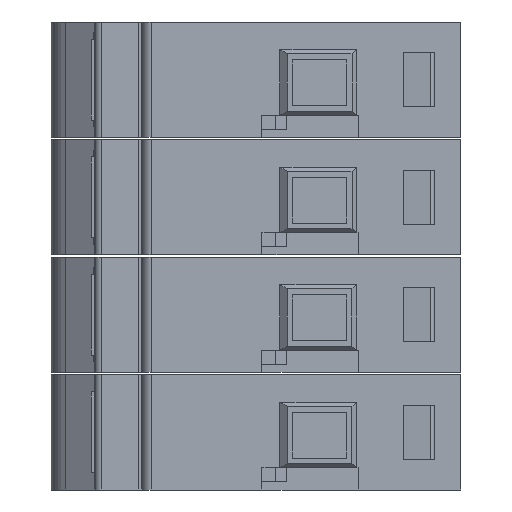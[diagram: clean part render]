
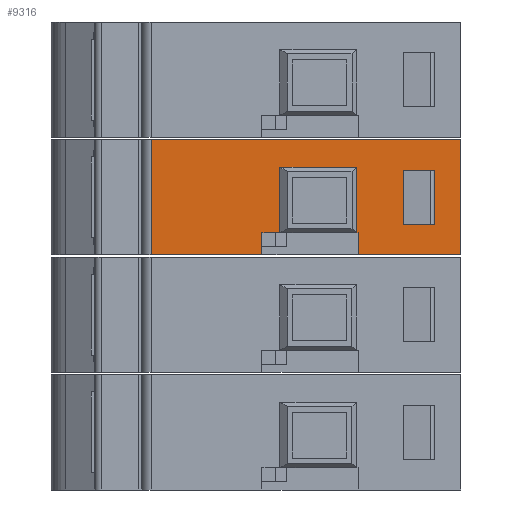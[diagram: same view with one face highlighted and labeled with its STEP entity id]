
A CAD part, left-side view. The second image highlights one B-rep face of the part: STEP entity #9316.
In plain terms, the highlighted planar face has unit normal (-1, 0, 0).
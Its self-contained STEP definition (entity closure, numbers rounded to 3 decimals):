
#6994=CARTESIAN_POINT('',(0.,33.2,0.2));
#6996=DIRECTION('',(0.,-1.,0.));
#6997=VECTOR('',#6996,16.4);
#6998=CARTESIAN_POINT('',(0.,33.2,0.2));
#6999=LINE('',#6998,#6997);
#7004=DIRECTION('',(0.,-1.,0.));
#7005=VECTOR('',#7004,15.25);
#7006=CARTESIAN_POINT('',(0.,2.4,0.2));
#7007=LINE('',#7006,#7005);
#7347=DIRECTION('',(0.,0.,-1.));
#7348=VECTOR('',#7347,3.3);
#7349=CARTESIAN_POINT('',(0.,16.8,3.5));
#7350=LINE('',#7349,#7348);
#7351=DIRECTION('',(0.,0.,-1.));
#7352=VECTOR('',#7351,17.15);
#7353=CARTESIAN_POINT('',(0.,-12.85,17.35));
#7354=LINE('',#7353,#7352);
#7355=DIRECTION('',(0.,0.,1.));
#7356=VECTOR('',#7355,8.094);
#7357=CARTESIAN_POINT('',(0.,-8.85,4.75));
#7358=LINE('',#7357,#7356);
#7359=DIRECTION('',(0.,0.,-1.));
#7360=VECTOR('',#7359,9.779);
#7361=CARTESIAN_POINT('',(0.,2.68,13.279));
#7362=LINE('',#7361,#7360);
#7375=DIRECTION('',(0.,-1.,0.));
#7376=VECTOR('',#7375,0.28);
#7377=CARTESIAN_POINT('',(0.,2.68,3.5));
#7378=LINE('',#7377,#7376);
#7391=DIRECTION('',(0.,-1.,0.));
#7392=VECTOR('',#7391,2.675);
#7393=CARTESIAN_POINT('',(0.,16.8,3.5));
#7394=LINE('',#7393,#7392);
#7399=DIRECTION('',(0.,0.,-1.));
#7400=VECTOR('',#7399,3.3);
#7401=CARTESIAN_POINT('',(0.,2.4,3.5));
#7402=LINE('',#7401,#7400);
#7455=DIRECTION('',(0.,0.,1.));
#7456=VECTOR('',#7455,9.779);
#7457=CARTESIAN_POINT('',(0.,14.125,3.5));
#7458=LINE('',#7457,#7456);
#7475=DIRECTION('',(0.,-1.,0.));
#7476=VECTOR('',#7475,11.445);
#7477=CARTESIAN_POINT('',(0.,14.125,13.279));
#7478=LINE('',#7477,#7476);
#7535=DIRECTION('',(0.,0.,-1.));
#7536=VECTOR('',#7535,17.15);
#7537=CARTESIAN_POINT('',(0.,33.2,17.35));
#7538=LINE('',#7537,#7536);
#7671=DIRECTION('',(0.,1.,0.));
#7672=VECTOR('',#7671,46.05);
#7673=CARTESIAN_POINT('',(0.,-12.85,17.35));
#7674=LINE('',#7673,#7672);
#8146=DIRECTION('',(0.,-1.,0.));
#8147=VECTOR('',#8146,1.351);
#8148=CARTESIAN_POINT('',(0.,-7.499,12.844));
#8149=LINE('',#8148,#8147);
#8187=DIRECTION('',(0.,-1.,0.));
#8188=VECTOR('',#8187,2.86);
#8189=CARTESIAN_POINT('',(0.,-4.64,5.576));
#8190=LINE('',#8189,#8188);
#8203=DIRECTION('',(0.,0.,1.));
#8204=VECTOR('',#8203,0.826);
#8205=CARTESIAN_POINT('',(0.,-4.64,4.75));
#8206=LINE('',#8205,#8204);
#8216=DIRECTION('',(0.,1.,0.));
#8217=VECTOR('',#8216,4.21);
#8218=CARTESIAN_POINT('',(0.,-8.85,4.75));
#8219=LINE('',#8218,#8217);
#8244=DIRECTION('',(0.,0.,1.));
#8245=VECTOR('',#8244,7.269);
#8246=CARTESIAN_POINT('',(0.,-7.499,5.576));
#8247=LINE('',#8246,#8245);
#8362=VERTEX_POINT('',#6994);
#8363=CARTESIAN_POINT('',(0.,16.8,0.2));
#8364=VERTEX_POINT('',#8363);
#8369=CARTESIAN_POINT('',(0.,2.4,0.2));
#8370=VERTEX_POINT('',#8369);
#8371=CARTESIAN_POINT('',(0.,-12.85,0.2));
#8372=VERTEX_POINT('',#8371);
#8533=CARTESIAN_POINT('',(0.,16.8,3.5));
#8534=VERTEX_POINT('',#8533);
#8535=CARTESIAN_POINT('',(0.,2.68,13.279));
#8536=CARTESIAN_POINT('',(0.,2.68,3.5));
#8537=VERTEX_POINT('',#8535);
#8538=VERTEX_POINT('',#8536);
#8539=CARTESIAN_POINT('',(0.,14.125,13.279));
#8540=VERTEX_POINT('',#8539);
#8541=CARTESIAN_POINT('',(0.,14.125,3.5));
#8542=VERTEX_POINT('',#8541);
#8543=CARTESIAN_POINT('',(0.,33.2,17.35));
#8544=VERTEX_POINT('',#8543);
#8545=CARTESIAN_POINT('',(0.,-12.85,17.35));
#8546=VERTEX_POINT('',#8545);
#8547=CARTESIAN_POINT('',(0.,2.4,3.5));
#8548=VERTEX_POINT('',#8547);
#8549=CARTESIAN_POINT('',(0.,-7.499,12.844));
#8550=CARTESIAN_POINT('',(0.,-8.85,12.844));
#8551=VERTEX_POINT('',#8549);
#8552=VERTEX_POINT('',#8550);
#8553=CARTESIAN_POINT('',(0.,-7.499,5.576));
#8554=VERTEX_POINT('',#8553);
#8555=CARTESIAN_POINT('',(0.,-4.64,5.576));
#8556=VERTEX_POINT('',#8555);
#8557=CARTESIAN_POINT('',(0.,-4.64,4.75));
#8558=VERTEX_POINT('',#8557);
#8559=CARTESIAN_POINT('',(0.,-8.85,4.75));
#8560=VERTEX_POINT('',#8559);
#9274=CARTESIAN_POINT('',(0.,-12.85,0.2));
#9275=DIRECTION('',(-1.,0.,0.));
#9276=DIRECTION('',(0.,1.,0.));
#9277=AXIS2_PLACEMENT_3D('',#9274,#9275,#9276);
#9278=PLANE('',#9277);
#9280=ORIENTED_EDGE('',*,*,#9279,.F.);
#9282=ORIENTED_EDGE('',*,*,#9281,.F.);
#9284=ORIENTED_EDGE('',*,*,#9283,.F.);
#9286=ORIENTED_EDGE('',*,*,#9285,.F.);
#9288=ORIENTED_EDGE('',*,*,#9287,.T.);
#9289=ORIENTED_EDGE('',*,*,#8802,.F.);
#9291=ORIENTED_EDGE('',*,*,#9290,.F.);
#9293=ORIENTED_EDGE('',*,*,#9292,.F.);
#9294=ORIENTED_EDGE('',*,*,#9259,.T.);
#9295=ORIENTED_EDGE('',*,*,#8810,.F.);
#9297=ORIENTED_EDGE('',*,*,#9296,.F.);
#9299=ORIENTED_EDGE('',*,*,#9298,.F.);
#9300=EDGE_LOOP('',(#9280,#9282,#9284,#9286,#9288,#9289,#9291,#9293,#9294,#9295,
#9297,#9299));
#9301=FACE_OUTER_BOUND('',#9300,.F.);
#9303=ORIENTED_EDGE('',*,*,#9302,.F.);
#9305=ORIENTED_EDGE('',*,*,#9304,.F.);
#9307=ORIENTED_EDGE('',*,*,#9306,.F.);
#9309=ORIENTED_EDGE('',*,*,#9308,.F.);
#9311=ORIENTED_EDGE('',*,*,#9310,.F.);
#9313=ORIENTED_EDGE('',*,*,#9312,.T.);
#9314=EDGE_LOOP('',(#9303,#9305,#9307,#9309,#9311,#9313));
#9315=FACE_BOUND('',#9314,.F.);
#9316=ADVANCED_FACE('',(#9301,#9315),#9278,.T.);
#8802=EDGE_CURVE('',#8362,#8364,#6999,.T.);
#8810=EDGE_CURVE('',#8370,#8372,#7007,.T.);
#9259=EDGE_CURVE('',#8546,#8372,#7354,.T.);
#9279=EDGE_CURVE('',#8537,#8538,#7362,.T.);
#9281=EDGE_CURVE('',#8540,#8537,#7478,.T.);
#9283=EDGE_CURVE('',#8542,#8540,#7458,.T.);
#9285=EDGE_CURVE('',#8534,#8542,#7394,.T.);
#9287=EDGE_CURVE('',#8534,#8364,#7350,.T.);
#9290=EDGE_CURVE('',#8544,#8362,#7538,.T.);
#9292=EDGE_CURVE('',#8546,#8544,#7674,.T.);
#9296=EDGE_CURVE('',#8548,#8370,#7402,.T.);
#9298=EDGE_CURVE('',#8538,#8548,#7378,.T.);
#9302=EDGE_CURVE('',#8551,#8552,#8149,.T.);
#9304=EDGE_CURVE('',#8554,#8551,#8247,.T.);
#9306=EDGE_CURVE('',#8556,#8554,#8190,.T.);
#9308=EDGE_CURVE('',#8558,#8556,#8206,.T.);
#9310=EDGE_CURVE('',#8560,#8558,#8219,.T.);
#9312=EDGE_CURVE('',#8560,#8552,#7358,.T.);
